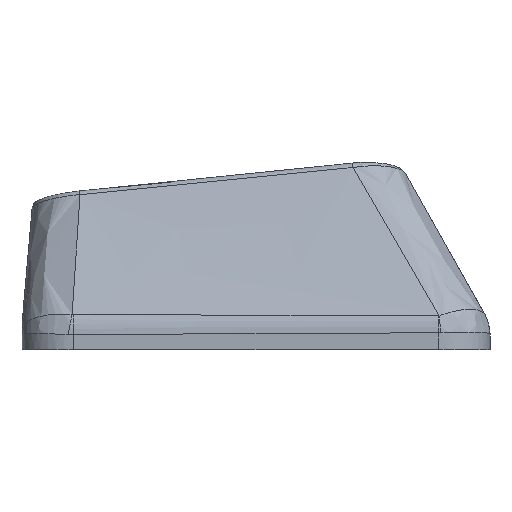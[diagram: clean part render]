
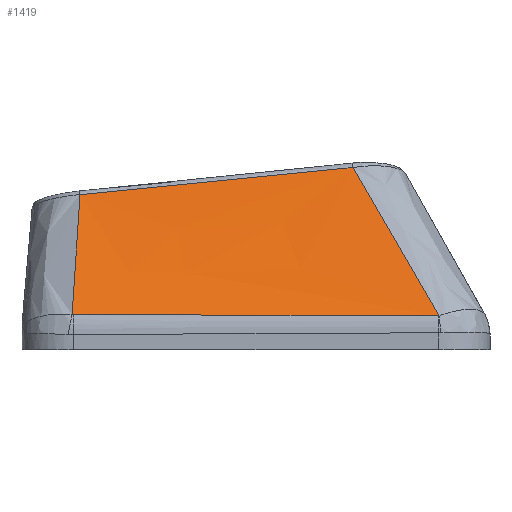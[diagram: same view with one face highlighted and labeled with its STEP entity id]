
A CAD part, left-side view. The second image highlights one B-rep face of the part: STEP entity #1419.
In plain terms, the highlighted free-form (B-spline) face has degree [3, 3] with [4, 4] control points.
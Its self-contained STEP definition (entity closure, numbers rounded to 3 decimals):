
#262=FACE_OUTER_BOUND('',#348,.T.);
#348=EDGE_LOOP('',(#998,#999,#1000,#1001,#1002,#1003));
#451=B_SPLINE_CURVE_WITH_KNOTS('',3,(#2337,#2338,#2339,#2340),
 .UNSPECIFIED.,.F.,.F.,(4,4),(0.,0.002),
 .UNSPECIFIED.);
#453=B_SPLINE_CURVE_WITH_KNOTS('',3,(#2364,#2365,#2366,#2367),
 .UNSPECIFIED.,.F.,.F.,(4,4),(0.,1.416),.UNSPECIFIED.);
#455=B_SPLINE_CURVE_WITH_KNOTS('',3,(#2391,#2392,#2393,#2394),
 .UNSPECIFIED.,.F.,.F.,(4,4),(0.,0.005),
 .UNSPECIFIED.);
#470=B_SPLINE_CURVE_WITH_KNOTS('',3,(#2670,#2671,#2672,#2673),
 .UNSPECIFIED.,.F.,.F.,(4,4),(0.029,0.752),
 .UNSPECIFIED.);
#471=B_SPLINE_CURVE_WITH_KNOTS('',3,(#2675,#2676,#2677,#2678),
 .UNSPECIFIED.,.F.,.F.,(4,4),(-1.064,0.),
 .UNSPECIFIED.);
#472=B_SPLINE_CURVE_WITH_KNOTS('',3,(#2679,#2680,#2681,#2682),
 .UNSPECIFIED.,.F.,.F.,(4,4),(-0.566,-0.021),
 .UNSPECIFIED.);
#571=VERTEX_POINT('',#2299);
#573=VERTEX_POINT('',#2330);
#575=VERTEX_POINT('',#2357);
#577=VERTEX_POINT('',#2384);
#593=VERTEX_POINT('',#2669);
#594=VERTEX_POINT('',#2674);
#727=EDGE_CURVE('',#571,#573,#451,.T.);
#730=EDGE_CURVE('',#573,#575,#453,.T.);
#733=EDGE_CURVE('',#575,#577,#455,.T.);
#757=EDGE_CURVE('',#593,#571,#470,.T.);
#758=EDGE_CURVE('',#594,#593,#471,.T.);
#759=EDGE_CURVE('',#577,#594,#472,.T.);
#998=ORIENTED_EDGE('',*,*,#733,.F.);
#999=ORIENTED_EDGE('',*,*,#730,.F.);
#1000=ORIENTED_EDGE('',*,*,#727,.F.);
#1001=ORIENTED_EDGE('',*,*,#757,.F.);
#1002=ORIENTED_EDGE('',*,*,#758,.F.);
#1003=ORIENTED_EDGE('',*,*,#759,.F.);
#1372=B_SPLINE_SURFACE_WITH_KNOTS('',3,3,((#2653,#2654,#2655,#2656),(#2657,
#2658,#2659,#2660),(#2661,#2662,#2663,#2664),(#2665,#2666,#2667,#2668)),
 .UNSPECIFIED.,.F.,.F.,.F.,(4,4),(4,4),(0.1,0.893),
(0.035,0.951),.UNSPECIFIED.);
#1419=ADVANCED_FACE('',(#262),#1372,.T.);
#2299=CARTESIAN_POINT('',(-8.927,-7.101,0.313));
#2330=CARTESIAN_POINT('',(-8.928,-7.078,0.312));
#2337=CARTESIAN_POINT('Ctrl Pts',(-8.927,-7.101,0.313));
#2338=CARTESIAN_POINT('Ctrl Pts',(-8.927,-7.093,0.312));
#2339=CARTESIAN_POINT('Ctrl Pts',(-8.928,-7.086,0.312));
#2340=CARTESIAN_POINT('Ctrl Pts',(-8.928,-7.078,0.312));
#2357=CARTESIAN_POINT('',(-8.865,7.085,0.357));
#2364=CARTESIAN_POINT('Ctrl Pts',(-8.928,-7.078,0.312));
#2365=CARTESIAN_POINT('Ctrl Pts',(-8.911,-2.357,0.325));
#2366=CARTESIAN_POINT('Ctrl Pts',(-8.892,2.364,0.34));
#2367=CARTESIAN_POINT('Ctrl Pts',(-8.865,7.085,0.357));
#2384=CARTESIAN_POINT('',(-8.862,7.138,0.362));
#2391=CARTESIAN_POINT('Ctrl Pts',(-8.865,7.085,0.357));
#2392=CARTESIAN_POINT('Ctrl Pts',(-8.865,7.103,0.357));
#2393=CARTESIAN_POINT('Ctrl Pts',(-8.864,7.12,0.359));
#2394=CARTESIAN_POINT('Ctrl Pts',(-8.862,7.138,0.362));
#2653=CARTESIAN_POINT('Ctrl Pts',(-6.078,-4.132,6.119));
#2654=CARTESIAN_POINT('Ctrl Pts',(-7.028,-5.122,4.183));
#2655=CARTESIAN_POINT('Ctrl Pts',(-7.978,-6.112,2.248));
#2656=CARTESIAN_POINT('Ctrl Pts',(-8.928,-7.102,0.312));
#2657=CARTESIAN_POINT('Ctrl Pts',(-6.078,-0.376,
5.74));
#2658=CARTESIAN_POINT('Ctrl Pts',(-7.028,-1.036,3.924));
#2659=CARTESIAN_POINT('Ctrl Pts',(-7.978,-1.695,2.108));
#2660=CARTESIAN_POINT('Ctrl Pts',(-8.928,-2.355,0.292));
#2661=CARTESIAN_POINT('Ctrl Pts',(-6.078,3.381,5.361));
#2662=CARTESIAN_POINT('Ctrl Pts',(-7.028,3.051,3.665));
#2663=CARTESIAN_POINT('Ctrl Pts',(-7.978,2.721,1.969));
#2664=CARTESIAN_POINT('Ctrl Pts',(-8.928,2.391,0.273));
#2665=CARTESIAN_POINT('Ctrl Pts',(-6.078,7.137,4.982));
#2666=CARTESIAN_POINT('Ctrl Pts',(-7.028,7.137,3.406));
#2667=CARTESIAN_POINT('Ctrl Pts',(-7.978,7.137,1.83));
#2668=CARTESIAN_POINT('Ctrl Pts',(-8.928,7.138,0.254));
#2669=CARTESIAN_POINT('',(-6.085,-3.765,6.067));
#2670=CARTESIAN_POINT('Ctrl Pts',(-6.085,-3.765,6.067));
#2671=CARTESIAN_POINT('Ctrl Pts',(-7.038,-4.882,4.153));
#2672=CARTESIAN_POINT('Ctrl Pts',(-7.984,-5.993,2.234));
#2673=CARTESIAN_POINT('Ctrl Pts',(-8.927,-7.101,0.313));
#2674=CARTESIAN_POINT('',(-6.078,6.827,5.013));
#2675=CARTESIAN_POINT('Ctrl Pts',(-6.078,6.827,5.013));
#2676=CARTESIAN_POINT('Ctrl Pts',(-6.081,3.297,5.364));
#2677=CARTESIAN_POINT('Ctrl Pts',(-6.083,-0.234,
5.716));
#2678=CARTESIAN_POINT('Ctrl Pts',(-6.085,-3.765,6.067));
#2679=CARTESIAN_POINT('Ctrl Pts',(-8.862,7.138,0.362));
#2680=CARTESIAN_POINT('Ctrl Pts',(-7.929,7.028,1.91));
#2681=CARTESIAN_POINT('Ctrl Pts',(-7.,6.923,3.46));
#2682=CARTESIAN_POINT('Ctrl Pts',(-6.078,6.827,5.013));
